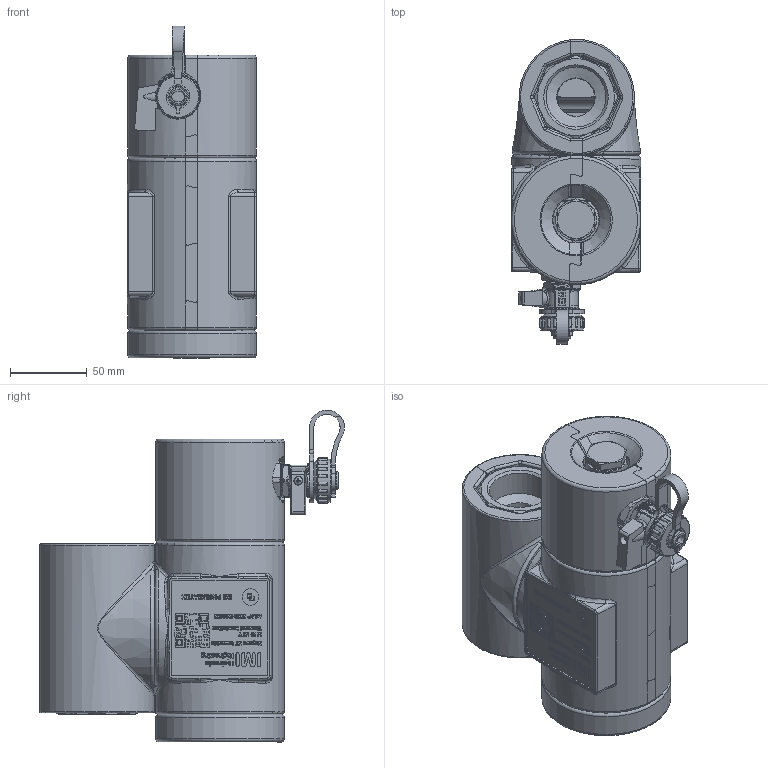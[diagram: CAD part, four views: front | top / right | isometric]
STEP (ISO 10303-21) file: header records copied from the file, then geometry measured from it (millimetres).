
FILE_DESCRIPTION(/* description */ ('Zeparo ZTMI32'),/* implementation_level */ '2;1');
FILE_NAME(/* name */ '30304170600_ZEPARO_ZTM_25.stp',/* time_stamp */ '2022-08-31T14:12:00+02:00',/* author */ ('NSJA'),/* organization */ (''),/* preprocessor_version */ 'ST-DEVELOPER v18.1',/* originating_system */ 'Autodesk Inventor 2021',/* authorisation */ '');
FILE_SCHEMA (('AUTOMOTIVE_DESIGN { 1 0 10303 214 3 1 1 }'));
Length unit declared in the file: millimetre
Products named in the file (1): 302023
Bounding box: 84.47 x 198.28 x 215.95 mm (x, y, z)
Surface area: 165995.4 mm2 (no closed solid volume)
Topology: 0 solids, 27 shells, 4074 faces, 12671 edges, 8451 vertices
Faces by surface type: plane 2101, bspline 1456, cylinder 307, cone 97, torus 81, sphere 32
Full cylindrical faces by diameter (mm): 5.8 x1, 9.8 x1, 10.82 x2, 11.4 x1, 15.4 x1, 16.5 x1, 21 x1, 22 x1, 24 x1, 25 x2, 26.3 x1, 26.5 x1, 27.8 x1, 38.95 x2, 58.6 x1, 59 x1, 62 x1, 84 x1
Entity records: 172505 total; most frequent: CARTESIAN_POINT 67683, ORIENTED_EDGE 22575, DIRECTION 15779, EDGE_CURVE 12617, VERTEX_POINT 8451, LINE 8025, VECTOR 8025, EDGE_LOOP 4413
